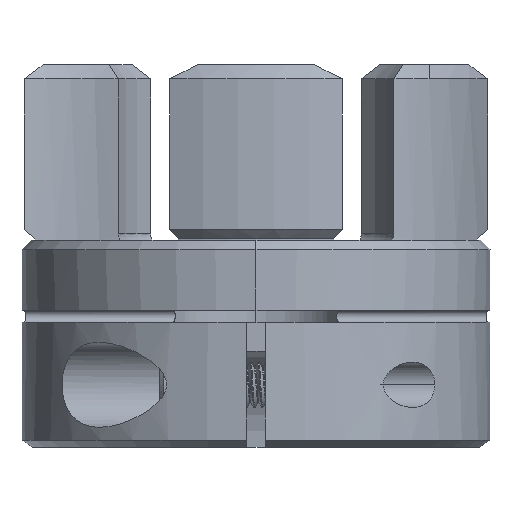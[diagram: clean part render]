
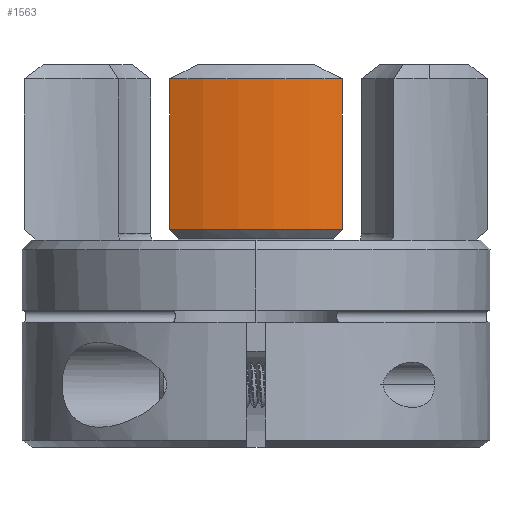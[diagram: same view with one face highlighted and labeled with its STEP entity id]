
A CAD part, left-side view. The second image highlights one B-rep face of the part: STEP entity #1563.
In plain terms, the highlighted cylindrical face has radius 20.637 mm (diameter 41.275 mm), a partial arc.
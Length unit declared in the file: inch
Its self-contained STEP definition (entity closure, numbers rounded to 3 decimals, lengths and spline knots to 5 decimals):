
#254 = VERTEX_POINT ( 'NONE', #7247 ) ;
#497 = CARTESIAN_POINT ( 'NONE',  ( -0.75509, 0.3, 0.22867 ) ) ;
#580 = CYLINDRICAL_SURFACE ( 'NONE', #4376, 0.8125 ) ;
#673 = DIRECTION ( 'NONE',  ( 0., 0., -1. ) ) ;
#778 = ORIENTED_EDGE ( 'NONE', *, *, #3270, .T. ) ;
#931 = FACE_OUTER_BOUND ( 'NONE', #2921, .T. ) ;
#1015 = ORIENTED_EDGE ( 'NONE', *, *, #1900, .T. ) ;
#1049 = DIRECTION ( 'NONE',  ( 0., 0., -1. ) ) ;
#1152 = AXIS2_PLACEMENT_3D ( 'NONE', #6198, #3962, #6692 ) ;
#1563 = ADVANCED_FACE ( 'NONE', ( #931 ), #580, .T. ) ;
#1617 = ORIENTED_EDGE ( 'NONE', *, *, #6765, .F. ) ;
#1900 = EDGE_CURVE ( 'NONE', #254, #4477, #5355, .T. ) ;
#1948 = CARTESIAN_POINT ( 'NONE',  ( -0.75509, -0.3, 0.27742 ) ) ;
#1963 = DIRECTION ( 'NONE',  ( 1., 0., 0. ) ) ;
#2163 = VERTEX_POINT ( 'NONE', #2515 ) ;
#2229 = CIRCLE ( 'NONE', #1152, 0.8125 ) ;
#2252 = CARTESIAN_POINT ( 'NONE',  ( 0., 0., 0.22867 ) ) ;
#2515 = CARTESIAN_POINT ( 'NONE',  ( -0.75509, -0.3, -0.29375 ) ) ;
#2522 = CARTESIAN_POINT ( 'NONE',  ( -0.75509, 0.3, 0.27742 ) ) ;
#2640 = LINE ( 'NONE', #1948, #4365 ) ;
#2921 = EDGE_LOOP ( 'NONE', ( #5855, #778, #1617, #1015 ) ) ;
#3087 = EDGE_CURVE ( 'NONE', #4477, #6429, #6593, .T. ) ;
#3270 = EDGE_CURVE ( 'NONE', #6429, #2163, #2229, .T. ) ;
#3466 = VECTOR ( 'NONE', #1049, 39.37008 ) ;
#3567 = AXIS2_PLACEMENT_3D ( 'NONE', #2252, #673, #5624 ) ;
#3720 = CARTESIAN_POINT ( 'NONE',  ( -0.75509, 0.3, -0.29375 ) ) ;
#3962 = DIRECTION ( 'NONE',  ( 0., 0., 1. ) ) ;
#4365 = VECTOR ( 'NONE', #5843, 39.37008 ) ;
#4376 = AXIS2_PLACEMENT_3D ( 'NONE', #4702, #5851, #1963 ) ;
#4477 = VERTEX_POINT ( 'NONE', #497 ) ;
#4702 = CARTESIAN_POINT ( 'NONE',  ( 0., 0., -1.05 ) ) ;
#5355 = CIRCLE ( 'NONE', #3567, 0.8125 ) ;
#5624 = DIRECTION ( 'NONE',  ( -0.5, -0.866, 0. ) ) ;
#5843 = DIRECTION ( 'NONE',  ( 0., 0., -1. ) ) ;
#5851 = DIRECTION ( 'NONE',  ( 0., 0., 1. ) ) ;
#5855 = ORIENTED_EDGE ( 'NONE', *, *, #3087, .T. ) ;
#6198 = CARTESIAN_POINT ( 'NONE',  ( 0., 0., -0.29375 ) ) ;
#6429 = VERTEX_POINT ( 'NONE', #3720 ) ;
#6593 = LINE ( 'NONE', #2522, #3466 ) ;
#6692 = DIRECTION ( 'NONE',  ( 1., 0., 0. ) ) ;
#6765 = EDGE_CURVE ( 'NONE', #254, #2163, #2640, .T. ) ;
#7247 = CARTESIAN_POINT ( 'NONE',  ( -0.75509, -0.3, 0.22867 ) ) ;
